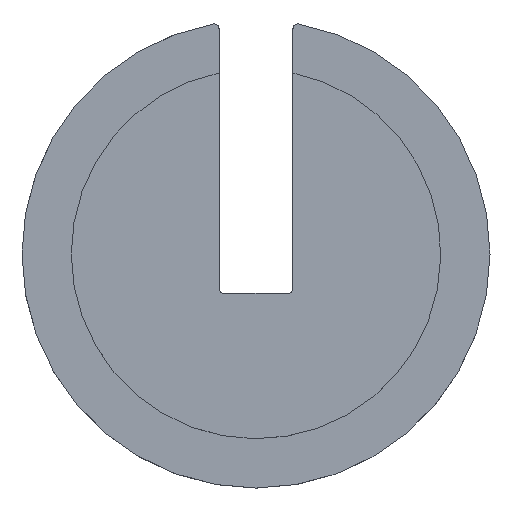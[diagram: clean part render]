
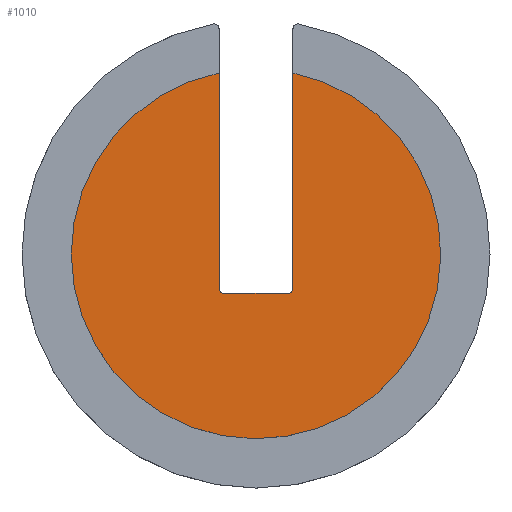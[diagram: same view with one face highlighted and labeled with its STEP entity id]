
A CAD part, top view. The second image highlights one B-rep face of the part: STEP entity #1010.
In plain terms, the highlighted planar face has unit normal (0, 0, 1).
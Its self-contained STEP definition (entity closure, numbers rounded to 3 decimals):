
#207 = PLANE('',#208);
#208 = AXIS2_PLACEMENT_3D('',#209,#210,#211);
#209 = CARTESIAN_POINT('',(7.5,-8.,10.));
#210 = DIRECTION('',(1.,0.,0.));
#211 = DIRECTION('',(0.,1.,0.));
#239 = CYLINDRICAL_SURFACE('',#240,1.);
#240 = AXIS2_PLACEMENT_3D('',#241,#242,#243);
#241 = CARTESIAN_POINT('',(6.5,-7.,10.));
#242 = DIRECTION('',(-0.,-0.,-1.));
#243 = DIRECTION('',(1.,0.,0.));
#266 = PLANE('',#267);
#267 = AXIS2_PLACEMENT_3D('',#268,#269,#270);
#268 = CARTESIAN_POINT('',(-7.5,-8.,10.));
#269 = DIRECTION('',(0.,-1.,0.));
#270 = DIRECTION('',(1.,0.,0.));
#294 = CYLINDRICAL_SURFACE('',#295,1.);
#295 = AXIS2_PLACEMENT_3D('',#296,#297,#298);
#296 = CARTESIAN_POINT('',(-6.5,-7.,10.));
#297 = DIRECTION('',(-0.,-0.,-1.));
#298 = DIRECTION('',(-1.,0.,0.));
#321 = PLANE('',#322);
#322 = AXIS2_PLACEMENT_3D('',#323,#324,#325);
#323 = CARTESIAN_POINT('',(-7.5,53.972,10.));
#324 = DIRECTION('',(-1.,0.,0.));
#325 = DIRECTION('',(0.,-1.,0.));
#532 = CYLINDRICAL_SURFACE('',#533,37.5);
#533 = AXIS2_PLACEMENT_3D('',#534,#535,#536);
#534 = CARTESIAN_POINT('',(0.,0.,17.));
#535 = DIRECTION('',(-0.,0.,-1.));
#536 = DIRECTION('',(-1.,0.,0.));
#561 = CYLINDRICAL_SURFACE('',#562,37.5);
#562 = AXIS2_PLACEMENT_3D('',#563,#564,#565);
#563 = CARTESIAN_POINT('',(0.,0.,17.));
#564 = DIRECTION('',(-0.,0.,-1.));
#565 = DIRECTION('',(-1.,0.,0.));
#650 = EDGE_CURVE('',#651,#653,#655,.T.);
#651 = VERTEX_POINT('',#652);
#652 = CARTESIAN_POINT('',(-7.5,36.742,10.));
#653 = VERTEX_POINT('',#654);
#654 = CARTESIAN_POINT('',(-7.5,-7.,10.));
#655 = SURFACE_CURVE('',#656,(#660,#667),.PCURVE_S1.);
#656 = LINE('',#657,#658);
#657 = CARTESIAN_POINT('',(-7.5,53.972,10.));
#658 = VECTOR('',#659,1.);
#659 = DIRECTION('',(0.,-1.,0.));
#660 = PCURVE('',#321,#661);
#661 = DEFINITIONAL_REPRESENTATION('',(#662),#666);
#662 = LINE('',#663,#664);
#663 = CARTESIAN_POINT('',(0.,0.));
#664 = VECTOR('',#665,1.);
#665 = DIRECTION('',(1.,0.));
#666 = ( GEOMETRIC_REPRESENTATION_CONTEXT(2) 
PARAMETRIC_REPRESENTATION_CONTEXT() REPRESENTATION_CONTEXT('2D SPACE',''
  ) );
#667 = PCURVE('',#668,#673);
#668 = PLANE('',#669);
#669 = AXIS2_PLACEMENT_3D('',#670,#671,#672);
#670 = CARTESIAN_POINT('',(0.,0.,10.));
#671 = DIRECTION('',(0.,0.,1.));
#672 = DIRECTION('',(1.,0.,0.));
#673 = DEFINITIONAL_REPRESENTATION('',(#674),#678);
#674 = LINE('',#675,#676);
#675 = CARTESIAN_POINT('',(-7.5,53.972));
#676 = VECTOR('',#677,1.);
#677 = DIRECTION('',(0.,-1.));
#678 = ( GEOMETRIC_REPRESENTATION_CONTEXT(2) 
PARAMETRIC_REPRESENTATION_CONTEXT() REPRESENTATION_CONTEXT('2D SPACE',''
  ) );
#726 = EDGE_CURVE('',#653,#727,#729,.T.);
#727 = VERTEX_POINT('',#728);
#728 = CARTESIAN_POINT('',(-6.5,-8.,10.));
#729 = SURFACE_CURVE('',#730,(#735,#742),.PCURVE_S1.);
#730 = CIRCLE('',#731,1.);
#731 = AXIS2_PLACEMENT_3D('',#732,#733,#734);
#732 = CARTESIAN_POINT('',(-6.5,-7.,10.));
#733 = DIRECTION('',(0.,-0.,1.));
#734 = DIRECTION('',(0.,1.,0.));
#735 = PCURVE('',#294,#736);
#736 = DEFINITIONAL_REPRESENTATION('',(#737),#741);
#737 = LINE('',#738,#739);
#738 = CARTESIAN_POINT('',(1.571,-0.));
#739 = VECTOR('',#740,1.);
#740 = DIRECTION('',(-1.,0.));
#741 = ( GEOMETRIC_REPRESENTATION_CONTEXT(2) 
PARAMETRIC_REPRESENTATION_CONTEXT() REPRESENTATION_CONTEXT('2D SPACE',''
  ) );
#742 = PCURVE('',#668,#743);
#743 = DEFINITIONAL_REPRESENTATION('',(#744),#748);
#744 = CIRCLE('',#745,1.);
#745 = AXIS2_PLACEMENT_2D('',#746,#747);
#746 = CARTESIAN_POINT('',(-6.5,-7.));
#747 = DIRECTION('',(0.,1.));
#748 = ( GEOMETRIC_REPRESENTATION_CONTEXT(2) 
PARAMETRIC_REPRESENTATION_CONTEXT() REPRESENTATION_CONTEXT('2D SPACE',''
  ) );
#776 = EDGE_CURVE('',#777,#779,#781,.T.);
#777 = VERTEX_POINT('',#778);
#778 = CARTESIAN_POINT('',(7.5,-7.,10.));
#779 = VERTEX_POINT('',#780);
#780 = CARTESIAN_POINT('',(7.5,36.742,10.));
#781 = SURFACE_CURVE('',#782,(#786,#793),.PCURVE_S1.);
#782 = LINE('',#783,#784);
#783 = CARTESIAN_POINT('',(7.5,-8.,10.));
#784 = VECTOR('',#785,1.);
#785 = DIRECTION('',(0.,1.,0.));
#786 = PCURVE('',#207,#787);
#787 = DEFINITIONAL_REPRESENTATION('',(#788),#792);
#788 = LINE('',#789,#790);
#789 = CARTESIAN_POINT('',(0.,0.));
#790 = VECTOR('',#791,1.);
#791 = DIRECTION('',(1.,0.));
#792 = ( GEOMETRIC_REPRESENTATION_CONTEXT(2) 
PARAMETRIC_REPRESENTATION_CONTEXT() REPRESENTATION_CONTEXT('2D SPACE',''
  ) );
#793 = PCURVE('',#668,#794);
#794 = DEFINITIONAL_REPRESENTATION('',(#795),#799);
#795 = LINE('',#796,#797);
#796 = CARTESIAN_POINT('',(7.5,-8.));
#797 = VECTOR('',#798,1.);
#798 = DIRECTION('',(0.,1.));
#799 = ( GEOMETRIC_REPRESENTATION_CONTEXT(2) 
PARAMETRIC_REPRESENTATION_CONTEXT() REPRESENTATION_CONTEXT('2D SPACE',''
  ) );
#847 = EDGE_CURVE('',#727,#848,#850,.T.);
#848 = VERTEX_POINT('',#849);
#849 = CARTESIAN_POINT('',(6.5,-8.,10.));
#850 = SURFACE_CURVE('',#851,(#855,#862),.PCURVE_S1.);
#851 = LINE('',#852,#853);
#852 = CARTESIAN_POINT('',(-7.5,-8.,10.));
#853 = VECTOR('',#854,1.);
#854 = DIRECTION('',(1.,0.,0.));
#855 = PCURVE('',#266,#856);
#856 = DEFINITIONAL_REPRESENTATION('',(#857),#861);
#857 = LINE('',#858,#859);
#858 = CARTESIAN_POINT('',(0.,0.));
#859 = VECTOR('',#860,1.);
#860 = DIRECTION('',(1.,0.));
#861 = ( GEOMETRIC_REPRESENTATION_CONTEXT(2) 
PARAMETRIC_REPRESENTATION_CONTEXT() REPRESENTATION_CONTEXT('2D SPACE',''
  ) );
#862 = PCURVE('',#668,#863);
#863 = DEFINITIONAL_REPRESENTATION('',(#864),#868);
#864 = LINE('',#865,#866);
#865 = CARTESIAN_POINT('',(-7.5,-8.));
#866 = VECTOR('',#867,1.);
#867 = DIRECTION('',(1.,0.));
#868 = ( GEOMETRIC_REPRESENTATION_CONTEXT(2) 
PARAMETRIC_REPRESENTATION_CONTEXT() REPRESENTATION_CONTEXT('2D SPACE',''
  ) );
#896 = EDGE_CURVE('',#777,#848,#897,.T.);
#897 = SURFACE_CURVE('',#898,(#903,#910),.PCURVE_S1.);
#898 = CIRCLE('',#899,1.);
#899 = AXIS2_PLACEMENT_3D('',#900,#901,#902);
#900 = CARTESIAN_POINT('',(6.5,-7.,10.));
#901 = DIRECTION('',(0.,0.,-1.));
#902 = DIRECTION('',(0.,1.,0.));
#903 = PCURVE('',#239,#904);
#904 = DEFINITIONAL_REPRESENTATION('',(#905),#909);
#905 = LINE('',#906,#907);
#906 = CARTESIAN_POINT('',(-1.571,0.));
#907 = VECTOR('',#908,1.);
#908 = DIRECTION('',(1.,0.));
#909 = ( GEOMETRIC_REPRESENTATION_CONTEXT(2) 
PARAMETRIC_REPRESENTATION_CONTEXT() REPRESENTATION_CONTEXT('2D SPACE',''
  ) );
#910 = PCURVE('',#668,#911);
#911 = DEFINITIONAL_REPRESENTATION('',(#912),#920);
#912 = ( BOUNDED_CURVE() B_SPLINE_CURVE(2,(#913,#914,#915,#916,#917,#918
,#919),.UNSPECIFIED.,.T.,.F.) B_SPLINE_CURVE_WITH_KNOTS((1,2,2,2,2,1),(
    -2.094,0.,2.094,4.189,6.283,
8.378),.UNSPECIFIED.) CURVE() GEOMETRIC_REPRESENTATION_ITEM() 
RATIONAL_B_SPLINE_CURVE((1.,0.5,1.,0.5,1.,0.5,1.)) REPRESENTATION_ITEM(
  '') );
#913 = CARTESIAN_POINT('',(6.5,-6.));
#914 = CARTESIAN_POINT('',(8.232,-6.));
#915 = CARTESIAN_POINT('',(7.366,-7.5));
#916 = CARTESIAN_POINT('',(6.5,-9.));
#917 = CARTESIAN_POINT('',(5.634,-7.5));
#918 = CARTESIAN_POINT('',(4.768,-6.));
#919 = CARTESIAN_POINT('',(6.5,-6.));
#920 = ( GEOMETRIC_REPRESENTATION_CONTEXT(2) 
PARAMETRIC_REPRESENTATION_CONTEXT() REPRESENTATION_CONTEXT('2D SPACE',''
  ) );
#928 = EDGE_CURVE('',#779,#929,#931,.T.);
#929 = VERTEX_POINT('',#930);
#930 = CARTESIAN_POINT('',(-37.5,0.,10.));
#931 = SURFACE_CURVE('',#932,(#937,#944),.PCURVE_S1.);
#932 = CIRCLE('',#933,37.5);
#933 = AXIS2_PLACEMENT_3D('',#934,#935,#936);
#934 = CARTESIAN_POINT('',(0.,0.,10.));
#935 = DIRECTION('',(-0.,0.,-1.));
#936 = DIRECTION('',(-1.,0.,0.));
#937 = PCURVE('',#532,#938);
#938 = DEFINITIONAL_REPRESENTATION('',(#939),#943);
#939 = LINE('',#940,#941);
#940 = CARTESIAN_POINT('',(0.,7.));
#941 = VECTOR('',#942,1.);
#942 = DIRECTION('',(1.,0.));
#943 = ( GEOMETRIC_REPRESENTATION_CONTEXT(2) 
PARAMETRIC_REPRESENTATION_CONTEXT() REPRESENTATION_CONTEXT('2D SPACE',''
  ) );
#944 = PCURVE('',#668,#945);
#945 = DEFINITIONAL_REPRESENTATION('',(#946),#954);
#946 = ( BOUNDED_CURVE() B_SPLINE_CURVE(2,(#947,#948,#949,#950,#951,#952
,#953),.UNSPECIFIED.,.T.,.F.) B_SPLINE_CURVE_WITH_KNOTS((1,2,2,2,2,1),(
    -2.094,0.,2.094,4.189,6.283,
8.378),.UNSPECIFIED.) CURVE() GEOMETRIC_REPRESENTATION_ITEM() 
RATIONAL_B_SPLINE_CURVE((1.,0.5,1.,0.5,1.,0.5,1.)) REPRESENTATION_ITEM(
  '') );
#947 = CARTESIAN_POINT('',(-37.5,0.));
#948 = CARTESIAN_POINT('',(-37.5,64.952));
#949 = CARTESIAN_POINT('',(18.75,32.476));
#950 = CARTESIAN_POINT('',(75.,0.));
#951 = CARTESIAN_POINT('',(18.75,-32.476));
#952 = CARTESIAN_POINT('',(-37.5,-64.952));
#953 = CARTESIAN_POINT('',(-37.5,0.));
#954 = ( GEOMETRIC_REPRESENTATION_CONTEXT(2) 
PARAMETRIC_REPRESENTATION_CONTEXT() REPRESENTATION_CONTEXT('2D SPACE',''
  ) );
#983 = EDGE_CURVE('',#929,#651,#984,.T.);
#984 = SURFACE_CURVE('',#985,(#990,#997),.PCURVE_S1.);
#985 = CIRCLE('',#986,37.5);
#986 = AXIS2_PLACEMENT_3D('',#987,#988,#989);
#987 = CARTESIAN_POINT('',(0.,0.,10.));
#988 = DIRECTION('',(-0.,0.,-1.));
#989 = DIRECTION('',(-1.,0.,0.));
#990 = PCURVE('',#561,#991);
#991 = DEFINITIONAL_REPRESENTATION('',(#992),#996);
#992 = LINE('',#993,#994);
#993 = CARTESIAN_POINT('',(0.,7.));
#994 = VECTOR('',#995,1.);
#995 = DIRECTION('',(1.,0.));
#996 = ( GEOMETRIC_REPRESENTATION_CONTEXT(2) 
PARAMETRIC_REPRESENTATION_CONTEXT() REPRESENTATION_CONTEXT('2D SPACE',''
  ) );
#997 = PCURVE('',#668,#998);
#998 = DEFINITIONAL_REPRESENTATION('',(#999),#1007);
#999 = ( BOUNDED_CURVE() B_SPLINE_CURVE(2,(#1000,#1001,#1002,#1003,#1004
,#1005,#1006),.UNSPECIFIED.,.T.,.F.) B_SPLINE_CURVE_WITH_KNOTS((1,2,2,2,
    2,1),(-2.094,0.,2.094,4.189,6.283
,8.378),.UNSPECIFIED.) CURVE() GEOMETRIC_REPRESENTATION_ITEM() 
RATIONAL_B_SPLINE_CURVE((1.,0.5,1.,0.5,1.,0.5,1.)) REPRESENTATION_ITEM(
  '') );
#1000 = CARTESIAN_POINT('',(-37.5,0.));
#1001 = CARTESIAN_POINT('',(-37.5,64.952));
#1002 = CARTESIAN_POINT('',(18.75,32.476));
#1003 = CARTESIAN_POINT('',(75.,0.));
#1004 = CARTESIAN_POINT('',(18.75,-32.476));
#1005 = CARTESIAN_POINT('',(-37.5,-64.952));
#1006 = CARTESIAN_POINT('',(-37.5,0.));
#1007 = ( GEOMETRIC_REPRESENTATION_CONTEXT(2) 
PARAMETRIC_REPRESENTATION_CONTEXT() REPRESENTATION_CONTEXT('2D SPACE',''
  ) );
#1010 = ADVANCED_FACE('',(#1011),#668,.T.);
#1011 = FACE_BOUND('',#1012,.T.);
#1012 = EDGE_LOOP('',(#1013,#1014,#1015,#1016,#1017,#1018,#1019));
#1013 = ORIENTED_EDGE('',*,*,#650,.F.);
#1014 = ORIENTED_EDGE('',*,*,#983,.F.);
#1015 = ORIENTED_EDGE('',*,*,#928,.F.);
#1016 = ORIENTED_EDGE('',*,*,#776,.F.);
#1017 = ORIENTED_EDGE('',*,*,#896,.T.);
#1018 = ORIENTED_EDGE('',*,*,#847,.F.);
#1019 = ORIENTED_EDGE('',*,*,#726,.F.);
